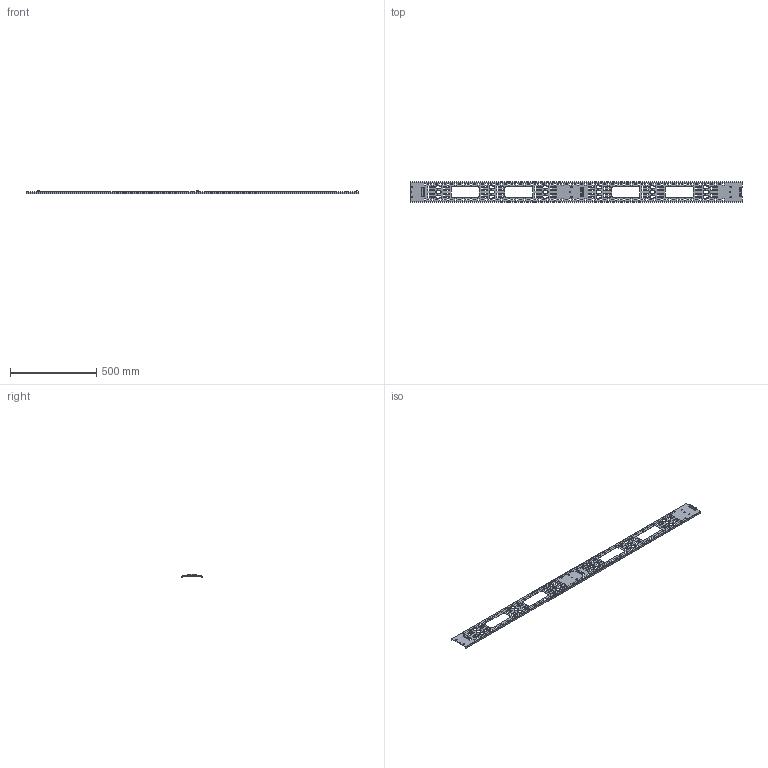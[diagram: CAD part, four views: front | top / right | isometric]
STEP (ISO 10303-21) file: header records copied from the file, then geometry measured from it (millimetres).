
FILE_DESCRIPTION (( 'STEP AP214' ), '1' );
FILE_NAME ('LCMV42-CH_3D.step', '2024-01-27T00:08:55', ( '' ), ( '' ), 'SwSTEP 2.0', 'SolidWorks 2022', '' );
FILE_SCHEMA (( 'AUTOMOTIVE_DESIGN' ));
Length unit declared in the file: inch
Products named in the file (1): LCMV42-CH_3D
Bounding box: 1930 x 117 x 20.81 mm (x, y, z)
Volume: 281812.2 mm3; surface area: 403427.3 mm2
Topology: 1 solids, 1 shells, 1458 faces, 4304 edges, 2848 vertices
Faces by surface type: plane 1068, cylinder 390
Entity records: 49176 total; most frequent: CARTESIAN_POINT 8611, ORIENTED_EDGE 8608, DIRECTION 8002, EDGE_CURVE 4304, VECTOR 3524, LINE 3524, VERTEX_POINT 2848, AXIS2_PLACEMENT_3D 2239
